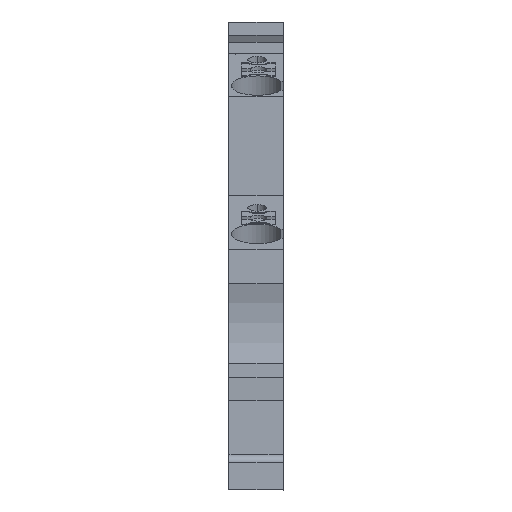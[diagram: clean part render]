
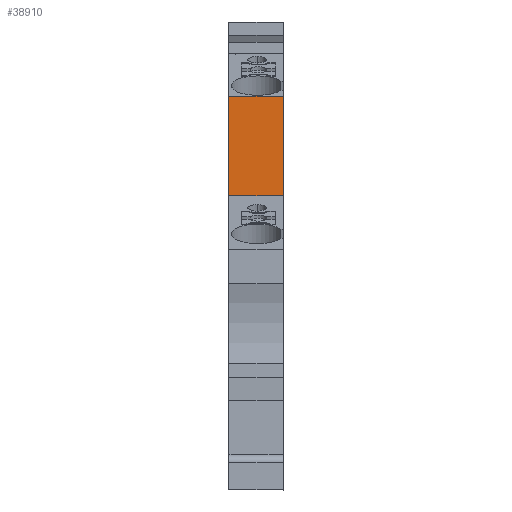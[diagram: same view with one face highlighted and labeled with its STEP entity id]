
A CAD part, front view. The second image highlights one B-rep face of the part: STEP entity #38910.
In plain terms, the highlighted face is planar.
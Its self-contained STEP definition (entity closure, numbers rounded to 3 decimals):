
#6680=CARTESIAN_POINT('',(-120.528,42.897,
0.95));
#6690=VERTEX_POINT('',#6680);
#6720=CARTESIAN_POINT('',(-120.528,-3.084,
0.95));
#6730=DIRECTION('',(0.,-1.,0.));
#6740=VECTOR('',#6730,1.);
#6750=LINE('',#6720,#6740);
#6760=CARTESIAN_POINT('',(-120.528,31.616,
0.95));
#6770=VERTEX_POINT('',#6760);
#6780=EDGE_CURVE('',#6690,#6770,#6750,.T.);
#11170=CARTESIAN_POINT('',(-120.528,31.616,
-5.2));
#11180=VERTEX_POINT('',#11170);
#11210=CARTESIAN_POINT('',(-120.528,-3.084,
-5.2));
#11220=DIRECTION('',(0.,-1.,0.));
#11230=VECTOR('',#11220,1.);
#11240=LINE('',#11210,#11230);
#11250=CARTESIAN_POINT('',(-120.528,42.897,
-5.2));
#11260=VERTEX_POINT('',#11250);
#11270=EDGE_CURVE('',#11260,#11180,#11240,.T.);
#38100=CARTESIAN_POINT('',(-120.528,31.616,
0.95));
#38110=DIRECTION('',(0.,0.,-1.));
#38120=VECTOR('',#38110,1.);
#38130=LINE('',#38100,#38120);
#38140=EDGE_CURVE('',#6770,#11180,#38130,.T.);
#38750=CARTESIAN_POINT('',(-120.528,31.616,
0.95));
#38760=DIRECTION('',(1.,0.,0.));
#38770=DIRECTION('',(0.,1.,0.));
#38780=AXIS2_PLACEMENT_3D('',#38750,#38760,#38770);
#38790=PLANE('',#38780);
#38800=CARTESIAN_POINT('',(-120.528,42.897,
0.95));
#38810=DIRECTION('',(0.,0.,-1.));
#38820=VECTOR('',#38810,1.);
#38830=LINE('',#38800,#38820);
#38840=EDGE_CURVE('',#6690,#11260,#38830,.T.);
#38850=ORIENTED_EDGE('',*,*,#38840,.F.);
#38860=ORIENTED_EDGE('',*,*,#11270,.F.);
#38870=ORIENTED_EDGE('',*,*,#38140,.T.);
#38880=ORIENTED_EDGE('',*,*,#6780,.T.);
#38890=EDGE_LOOP('',(#38880,#38870,#38860,#38850));
#38900=FACE_OUTER_BOUND('',#38890,.T.);
#38910=ADVANCED_FACE('',(#38900),#38790,.T.);
